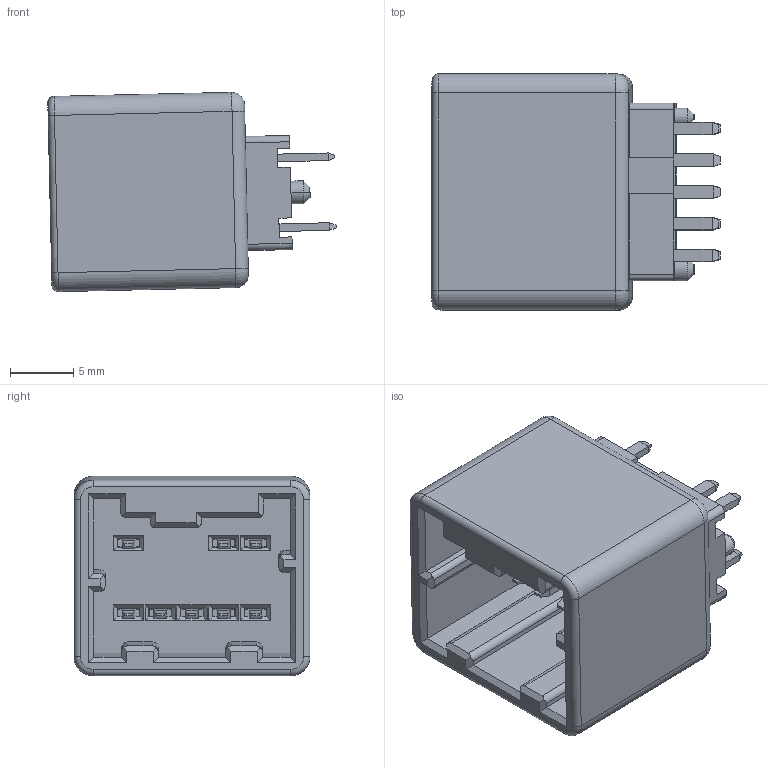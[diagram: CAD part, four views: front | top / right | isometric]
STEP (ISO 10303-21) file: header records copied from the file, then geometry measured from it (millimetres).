
FILE_DESCRIPTION (( 'STEP AP214' ), '1' );
FILE_NAME ('Connector1.STEP', '2023-12-05T05:58:49', ( '' ), ( '' ), 'SwSTEP 2.0', 'SolidWorks 2018', '' );
FILE_SCHEMA (( 'AUTOMOTIVE_DESIGN' ));
Length unit declared in the file: millimetre
Products named in the file (1): Connector1
Bounding box: 22.73 x 18.6 x 15.71 mm (x, y, z)
Volume: 2348.9 mm3; surface area: 3252.2 mm2
Topology: 1 solids, 1 shells, 423 faces, 1133 edges, 700 vertices
Faces by surface type: plane 379, cylinder 32, torus 8, cone 4
Entity records: 12865 total; most frequent: CARTESIAN_POINT 2329, ORIENTED_EDGE 2266, DIRECTION 2021, EDGE_CURVE 1133, VECTOR 1045, LINE 1045, VERTEX_POINT 700, AXIS2_PLACEMENT_3D 488
